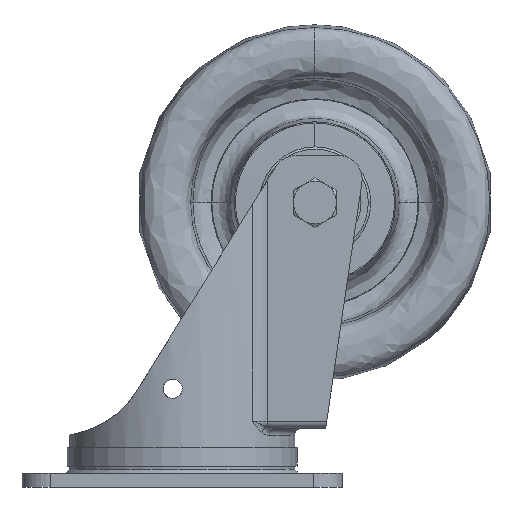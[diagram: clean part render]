
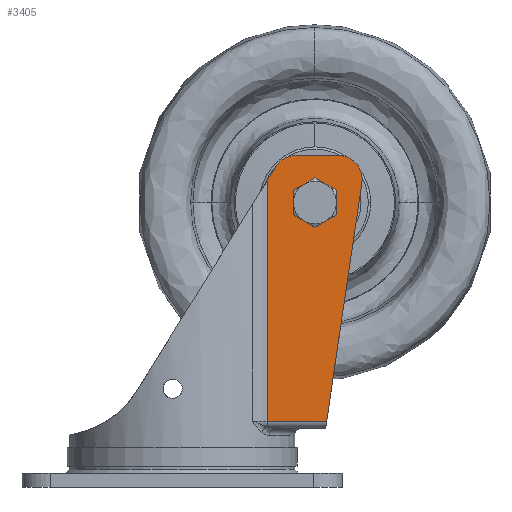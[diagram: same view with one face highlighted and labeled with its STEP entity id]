
A CAD part, front view. The second image highlights one B-rep face of the part: STEP entity #3405.
In plain terms, the highlighted planar face has unit normal (0, -1, 0).
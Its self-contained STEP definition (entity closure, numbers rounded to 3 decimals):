
#3238 = VERTEX_POINT ( 'NONE', #12867 ) ;
#3244 = EDGE_CURVE ( 'NONE', #3238, #3245, #12852, .T. ) ;
#3245 = VERTEX_POINT ( 'NONE', #12847 ) ;
#3266 = ORIENTED_EDGE ( 'NONE', *, *, #3501, .F. ) ;
#3268 = ORIENTED_EDGE ( 'NONE', *, *, #3269, .T. ) ;
#3269 = EDGE_CURVE ( 'NONE', #3634, #3505, #12927, .T. ) ;
#3374 = VERTEX_POINT ( 'NONE', #13154 ) ;
#3388 = ORIENTED_EDGE ( 'NONE', *, *, #3400, .F. ) ;
#3389 = EDGE_CURVE ( 'NONE', #3404, #3374, #13142, .T. ) ;
#3390 = ORIENTED_EDGE ( 'NONE', *, *, #3627, .F. ) ;
#3391 = ORIENTED_EDGE ( 'NONE', *, *, #3392, .T. ) ;
#3392 = EDGE_CURVE ( 'NONE', #3403, #3629, #13176, .T. ) ;
#3393 = EDGE_LOOP ( 'NONE', ( #3401, #3398, #3388, #3391, #3390, #3268, #3266 ) ) ;
#3394 = ORIENTED_EDGE ( 'NONE', *, *, #3402, .F. ) ;
#3395 = ORIENTED_EDGE ( 'NONE', *, *, #3244, .F. ) ;
#3397 = EDGE_CURVE ( 'NONE', #3499, #3404, #13171, .T. ) ;
#3398 = ORIENTED_EDGE ( 'NONE', *, *, #3389, .T. ) ;
#3399 = EDGE_LOOP ( 'NONE', ( #3395, #3394 ) ) ;
#3400 = EDGE_CURVE ( 'NONE', #3403, #3374, #13167, .T. ) ;
#3401 = ORIENTED_EDGE ( 'NONE', *, *, #3397, .T. ) ;
#3402 = EDGE_CURVE ( 'NONE', #3245, #3238, #13219, .T. ) ;
#3403 = VERTEX_POINT ( 'NONE', #13214 ) ;
#3404 = VERTEX_POINT ( 'NONE', #13213 ) ;
#3405 = ADVANCED_FACE ( 'NONE', ( #13212, #13211 ), #13210, .T. ) ;
#3499 = VERTEX_POINT ( 'NONE', #13399 ) ;
#3501 = EDGE_CURVE ( 'NONE', #3499, #3505, #13433, .T. ) ;
#3505 = VERTEX_POINT ( 'NONE', #13425 ) ;
#3627 = EDGE_CURVE ( 'NONE', #3634, #3629, #13799, .T. ) ;
#3629 = VERTEX_POINT ( 'NONE', #13795 ) ;
#3634 = VERTEX_POINT ( 'NONE', #13784 ) ;
#12847 = CARTESIAN_POINT ( 'NONE',  ( 56., -35., 96.85 ) ) ;
#12848 = DIRECTION ( 'NONE',  ( 0., 0., -1. ) ) ;
#12849 = DIRECTION ( 'NONE',  ( 0., -1., 0. ) ) ;
#12850 = CARTESIAN_POINT ( 'NONE',  ( 56., -35., 103.1 ) ) ;
#12851 = AXIS2_PLACEMENT_3D ( 'NONE', #12850, #12849, #12848 ) ;
#12852 = CIRCLE ( 'NONE', #12851, 6.25 ) ;
#12867 = CARTESIAN_POINT ( 'NONE',  ( 56., -35., 109.35 ) ) ;
#12923 = DIRECTION ( 'NONE',  ( 0., 0., -1. ) ) ;
#12924 = DIRECTION ( 'NONE',  ( 0., -1., 0. ) ) ;
#12925 = CARTESIAN_POINT ( 'NONE',  ( 48.063, -35., 113. ) ) ;
#12926 = AXIS2_PLACEMENT_3D ( 'NONE', #12925, #12924, #12923 ) ;
#12927 = CIRCLE ( 'NONE', #12926, 10. ) ;
#13142 = LINE ( 'NONE', #13179, #13178 ) ;
#13154 = CARTESIAN_POINT ( 'NONE',  ( 60.943, -35., 11. ) ) ;
#13164 = DIRECTION ( 'NONE',  ( -0.146, 0., -0.989 ) ) ;
#13165 = VECTOR ( 'NONE', #13164, 1000. ) ;
#13166 = CARTESIAN_POINT ( 'NONE',  ( 60.5, -35., 8. ) ) ;
#13167 = LINE ( 'NONE', #13166, #13165 ) ;
#13168 = DIRECTION ( 'NONE',  ( 0., 0., -1. ) ) ;
#13169 = VECTOR ( 'NONE', #13168, 1000. ) ;
#13170 = CARTESIAN_POINT ( 'NONE',  ( 35.795, -35., 8. ) ) ;
#13171 = LINE ( 'NONE', #13170, #13169 ) ;
#13172 = DIRECTION ( 'NONE',  ( 0., 0., -1. ) ) ;
#13173 = DIRECTION ( 'NONE',  ( 0., -1., 0. ) ) ;
#13174 = CARTESIAN_POINT ( 'NONE',  ( 65.913, -35., 113. ) ) ;
#13175 = AXIS2_PLACEMENT_3D ( 'NONE', #13174, #13173, #13172 ) ;
#13176 = CIRCLE ( 'NONE', #13175, 10. ) ;
#13177 = DIRECTION ( 'NONE',  ( 1., 0., 0. ) ) ;
#13178 = VECTOR ( 'NONE', #13177, 1000. ) ;
#13179 = CARTESIAN_POINT ( 'NONE',  ( 0., -35., 11. ) ) ;
#13205 = DIRECTION ( 'NONE',  ( 0., 0., -1. ) ) ;
#13206 = DIRECTION ( 'NONE',  ( 0., -1., 0. ) ) ;
#13207 = CARTESIAN_POINT ( 'NONE',  ( 0., -35., 8. ) ) ;
#13208 = AXIS2_PLACEMENT_3D ( 'NONE', #13207, #13206, #13205 ) ;
#13210 = PLANE ( 'NONE',  #13208 ) ;
#13211 = FACE_OUTER_BOUND ( 'NONE', #3393, .T. ) ;
#13212 = FACE_BOUND ( 'NONE', #3399, .T. ) ;
#13213 = CARTESIAN_POINT ( 'NONE',  ( 35.795, -35., 11. ) ) ;
#13214 = CARTESIAN_POINT ( 'NONE',  ( 75.806, -35., 111.538 ) ) ;
#13215 = DIRECTION ( 'NONE',  ( 0., 0., -1. ) ) ;
#13216 = DIRECTION ( 'NONE',  ( 0., -1., 0. ) ) ;
#13217 = CARTESIAN_POINT ( 'NONE',  ( 56., -35., 103.1 ) ) ;
#13218 = AXIS2_PLACEMENT_3D ( 'NONE', #13217, #13216, #13215 ) ;
#13219 = CIRCLE ( 'NONE', #13218, 6.25 ) ;
#13399 = CARTESIAN_POINT ( 'NONE',  ( 35.795, -35., 112.195 ) ) ;
#13425 = CARTESIAN_POINT ( 'NONE',  ( 39.567, -35., 118.273 ) ) ;
#13430 = DIRECTION ( 'NONE',  ( 0.527, 0., 0.85 ) ) ;
#13431 = VECTOR ( 'NONE', #13430, 1000. ) ;
#13432 = CARTESIAN_POINT ( 'NONE',  ( -20.84, -35., 20.932 ) ) ;
#13433 = LINE ( 'NONE', #13432, #13431 ) ;
#13784 = CARTESIAN_POINT ( 'NONE',  ( 48.063, -35., 123. ) ) ;
#13795 = CARTESIAN_POINT ( 'NONE',  ( 65.913, -35., 123. ) ) ;
#13796 = DIRECTION ( 'NONE',  ( 1., 0., 0. ) ) ;
#13797 = VECTOR ( 'NONE', #13796, 1000. ) ;
#13798 = CARTESIAN_POINT ( 'NONE',  ( 77.5, -35., 123. ) ) ;
#13799 = LINE ( 'NONE', #13798, #13797 ) ;
